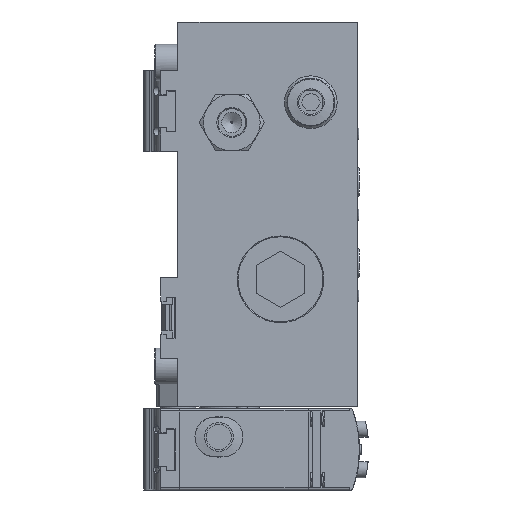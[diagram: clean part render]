
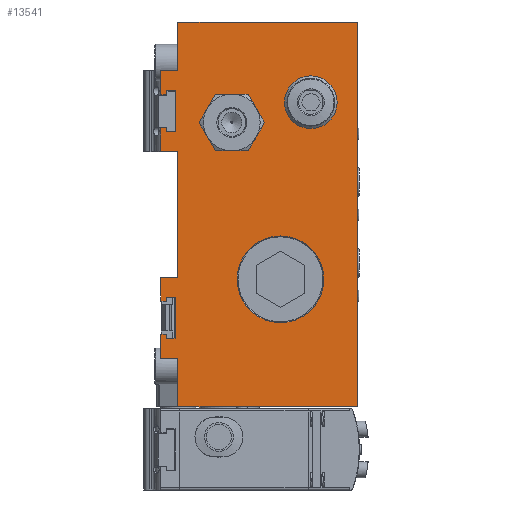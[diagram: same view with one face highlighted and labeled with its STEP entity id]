
A CAD part, front view. The second image highlights one B-rep face of the part: STEP entity #13541.
In plain terms, the highlighted planar face has unit normal (0, -1, 0).
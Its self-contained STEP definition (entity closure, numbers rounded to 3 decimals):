
#309=CIRCLE('',#14275,4.864);
#310=CIRCLE('',#14276,4.864);
#311=CIRCLE('',#14277,10.693);
#1152=ORIENTED_EDGE('',*,*,#3942,.F.);
#1153=ORIENTED_EDGE('',*,*,#3943,.T.);
#1154=ORIENTED_EDGE('',*,*,#3944,.T.);
#1155=ORIENTED_EDGE('',*,*,#3945,.T.);
#1156=ORIENTED_EDGE('',*,*,#3903,.F.);
#1157=ORIENTED_EDGE('',*,*,#3844,.T.);
#1158=ORIENTED_EDGE('',*,*,#3926,.T.);
#1159=ORIENTED_EDGE('',*,*,#3946,.F.);
#1160=ORIENTED_EDGE('',*,*,#3947,.T.);
#1161=ORIENTED_EDGE('',*,*,#3948,.T.);
#1162=ORIENTED_EDGE('',*,*,#3949,.T.);
#1163=ORIENTED_EDGE('',*,*,#3865,.T.);
#1164=ORIENTED_EDGE('',*,*,#3950,.F.);
#1165=ORIENTED_EDGE('',*,*,#3951,.T.);
#1166=ORIENTED_EDGE('',*,*,#3952,.T.);
#1167=ORIENTED_EDGE('',*,*,#3953,.T.);
#1168=ORIENTED_EDGE('',*,*,#3954,.T.);
#1169=ORIENTED_EDGE('',*,*,#3955,.T.);
#1170=ORIENTED_EDGE('',*,*,#3956,.T.);
#1171=ORIENTED_EDGE('',*,*,#3957,.T.);
#1172=ORIENTED_EDGE('',*,*,#3910,.F.);
#1173=ORIENTED_EDGE('',*,*,#3958,.T.);
#1174=ORIENTED_EDGE('',*,*,#3959,.T.);
#1175=ORIENTED_EDGE('',*,*,#3960,.T.);
#1176=ORIENTED_EDGE('',*,*,#3961,.F.);
#1177=ORIENTED_EDGE('',*,*,#3962,.T.);
#1178=ORIENTED_EDGE('',*,*,#3963,.T.);
#1179=ORIENTED_EDGE('',*,*,#3964,.T.);
#1180=ORIENTED_EDGE('',*,*,#3965,.T.);
#1181=ORIENTED_EDGE('',*,*,#3966,.T.);
#1182=ORIENTED_EDGE('',*,*,#3967,.F.);
#3844=EDGE_CURVE('',#5234,#5237,#6231,.T.);
#3865=EDGE_CURVE('',#5256,#5258,#6251,.T.);
#3903=EDGE_CURVE('',#5234,#5283,#6288,.T.);
#3910=EDGE_CURVE('',#5288,#5289,#6295,.T.);
#3926=EDGE_CURVE('',#5237,#5301,#6310,.T.);
#3942=EDGE_CURVE('',#5314,#5314,#309,.T.);
#3943=EDGE_CURVE('',#5315,#5315,#310,.T.);
#3944=EDGE_CURVE('',#5316,#5317,#6317,.T.);
#3945=EDGE_CURVE('',#5317,#5283,#6318,.T.);
#3946=EDGE_CURVE('',#5318,#5301,#6319,.T.);
#3947=EDGE_CURVE('',#5318,#5319,#6320,.T.);
#3948=EDGE_CURVE('',#5319,#5320,#6321,.T.);
#3949=EDGE_CURVE('',#5320,#5256,#6322,.T.);
#3950=EDGE_CURVE('',#5321,#5258,#6323,.T.);
#3951=EDGE_CURVE('',#5321,#5322,#6324,.T.);
#3952=EDGE_CURVE('',#5322,#5323,#6325,.T.);
#3953=EDGE_CURVE('',#5323,#5324,#6326,.T.);
#3954=EDGE_CURVE('',#5324,#5325,#6327,.T.);
#3955=EDGE_CURVE('',#5325,#5326,#6328,.T.);
#3956=EDGE_CURVE('',#5326,#5327,#6329,.T.);
#3957=EDGE_CURVE('',#5327,#5289,#6330,.T.);
#3958=EDGE_CURVE('',#5288,#5328,#6331,.T.);
#3959=EDGE_CURVE('',#5328,#5329,#6332,.T.);
#3960=EDGE_CURVE('',#5329,#5330,#6333,.T.);
#3961=EDGE_CURVE('',#5331,#5330,#6334,.T.);
#3962=EDGE_CURVE('',#5331,#5332,#6335,.T.);
#3963=EDGE_CURVE('',#5332,#5333,#6336,.T.);
#3964=EDGE_CURVE('',#5333,#5334,#6337,.T.);
#3965=EDGE_CURVE('',#5334,#5335,#6338,.T.);
#3966=EDGE_CURVE('',#5335,#5316,#6339,.T.);
#3967=EDGE_CURVE('',#5336,#5336,#311,.F.);
#5234=VERTEX_POINT('',#18649);
#5237=VERTEX_POINT('',#18654);
#5256=VERTEX_POINT('',#18695);
#5258=VERTEX_POINT('',#18699);
#5283=VERTEX_POINT('',#18776);
#5288=VERTEX_POINT('',#18790);
#5289=VERTEX_POINT('',#18791);
#5301=VERTEX_POINT('',#18821);
#5314=VERTEX_POINT('',#18853);
#5315=VERTEX_POINT('',#18855);
#5316=VERTEX_POINT('',#18857);
#5317=VERTEX_POINT('',#18858);
#5318=VERTEX_POINT('',#18861);
#5319=VERTEX_POINT('',#18863);
#5320=VERTEX_POINT('',#18865);
#5321=VERTEX_POINT('',#18868);
#5322=VERTEX_POINT('',#18870);
#5323=VERTEX_POINT('',#18872);
#5324=VERTEX_POINT('',#18874);
#5325=VERTEX_POINT('',#18876);
#5326=VERTEX_POINT('',#18878);
#5327=VERTEX_POINT('',#18880);
#5328=VERTEX_POINT('',#18883);
#5329=VERTEX_POINT('',#18885);
#5330=VERTEX_POINT('',#18887);
#5331=VERTEX_POINT('',#18889);
#5332=VERTEX_POINT('',#18891);
#5333=VERTEX_POINT('',#18893);
#5334=VERTEX_POINT('',#18895);
#5335=VERTEX_POINT('',#18897);
#5336=VERTEX_POINT('',#18900);
#6231=LINE('',#18655,#7107);
#6251=LINE('',#18700,#7127);
#6288=LINE('',#18775,#7164);
#6295=LINE('',#18789,#7171);
#6310=LINE('',#18822,#7186);
#6317=LINE('',#18856,#7193);
#6318=LINE('',#18859,#7194);
#6319=LINE('',#18860,#7195);
#6320=LINE('',#18862,#7196);
#6321=LINE('',#18864,#7197);
#6322=LINE('',#18866,#7198);
#6323=LINE('',#18867,#7199);
#6324=LINE('',#18869,#7200);
#6325=LINE('',#18871,#7201);
#6326=LINE('',#18873,#7202);
#6327=LINE('',#18875,#7203);
#6328=LINE('',#18877,#7204);
#6329=LINE('',#18879,#7205);
#6330=LINE('',#18881,#7206);
#6331=LINE('',#18882,#7207);
#6332=LINE('',#18884,#7208);
#6333=LINE('',#18886,#7209);
#6334=LINE('',#18888,#7210);
#6335=LINE('',#18890,#7211);
#6336=LINE('',#18892,#7212);
#6337=LINE('',#18894,#7213);
#6338=LINE('',#18896,#7214);
#6339=LINE('',#18898,#7215);
#7107=VECTOR('',#15512,1000.);
#7127=VECTOR('',#15540,1000.);
#7164=VECTOR('',#15605,1000.);
#7171=VECTOR('',#15616,1000.);
#7186=VECTOR('',#15639,1000.);
#7193=VECTOR('',#15672,1000.);
#7194=VECTOR('',#15673,1000.);
#7195=VECTOR('',#15674,1000.);
#7196=VECTOR('',#15675,1000.);
#7197=VECTOR('',#15676,1000.);
#7198=VECTOR('',#15677,1000.);
#7199=VECTOR('',#15678,1000.);
#7200=VECTOR('',#15679,1000.);
#7201=VECTOR('',#15680,1000.);
#7202=VECTOR('',#15681,1000.);
#7203=VECTOR('',#15682,1000.);
#7204=VECTOR('',#15683,1000.);
#7205=VECTOR('',#15684,1000.);
#7206=VECTOR('',#15685,1000.);
#7207=VECTOR('',#15686,1000.);
#7208=VECTOR('',#15687,1000.);
#7209=VECTOR('',#15688,1000.);
#7210=VECTOR('',#15689,1000.);
#7211=VECTOR('',#15690,1000.);
#7212=VECTOR('',#15691,1000.);
#7213=VECTOR('',#15692,1000.);
#7214=VECTOR('',#15693,1000.);
#7215=VECTOR('',#15694,1000.);
#7951=EDGE_LOOP('',(#1152));
#7952=EDGE_LOOP('',(#1153));
#7953=EDGE_LOOP('',(#1154,#1155,#1156,#1157,#1158,#1159,#1160,#1161,#1162,
#1163,#1164,#1165,#1166,#1167,#1168,#1169,#1170,#1171,#1172,#1173,#1174,
#1175,#1176,#1177,#1178,#1179,#1180,#1181));
#7954=EDGE_LOOP('',(#1182));
#8853=FACE_BOUND('',#7951,.T.);
#8854=FACE_BOUND('',#7952,.T.);
#8855=FACE_BOUND('',#7953,.T.);
#8856=FACE_BOUND('',#7954,.T.);
#9731=PLANE('',#14274);
#13541=ADVANCED_FACE('',(#8853,#8854,#8855,#8856),#9731,.F.);
#14274=AXIS2_PLACEMENT_3D('',#18851,#15666,#15667);
#14275=AXIS2_PLACEMENT_3D('',#18852,#15668,#15669);
#14276=AXIS2_PLACEMENT_3D('',#18854,#15670,#15671);
#14277=AXIS2_PLACEMENT_3D('',#18899,#15695,#15696);
#15512=DIRECTION('',(0.,0.,1.));
#15540=DIRECTION('',(0.,0.,-1.));
#15605=DIRECTION('',(-1.,0.,0.));
#15616=DIRECTION('',(-1.,0.,0.));
#15639=DIRECTION('',(1.,0.,0.));
#15666=DIRECTION('',(0.,1.,0.));
#15667=DIRECTION('',(0.,0.,1.));
#15668=DIRECTION('',(0.,-1.,0.));
#15669=DIRECTION('',(0.,0.,-1.));
#15670=DIRECTION('',(0.,1.,0.));
#15671=DIRECTION('',(0.,0.,1.));
#15672=DIRECTION('',(-1.,0.,0.));
#15673=DIRECTION('',(0.,0.,-1.));
#15674=DIRECTION('',(0.,0.,-1.));
#15675=DIRECTION('',(-1.,0.,0.));
#15676=DIRECTION('',(0.,0.,-1.));
#15677=DIRECTION('',(1.,0.,0.));
#15678=DIRECTION('',(-1.,0.,0.));
#15679=DIRECTION('',(0.,0.,1.));
#15680=DIRECTION('',(-1.,0.,0.));
#15681=DIRECTION('',(0.,0.,1.));
#15682=DIRECTION('',(1.,0.,0.));
#15683=DIRECTION('',(0.,0.,-1.));
#15684=DIRECTION('',(-1.,0.,0.));
#15685=DIRECTION('',(0.,0.,-1.));
#15686=DIRECTION('',(0.,0.,1.));
#15687=DIRECTION('',(1.,0.,0.));
#15688=DIRECTION('',(0.,0.,-1.));
#15689=DIRECTION('',(-1.,0.,0.));
#15690=DIRECTION('',(0.,0.,1.));
#15691=DIRECTION('',(-1.,0.,0.));
#15692=DIRECTION('',(0.,0.,1.));
#15693=DIRECTION('',(1.,0.,0.));
#15694=DIRECTION('',(0.,0.,-1.));
#15695=DIRECTION('',(0.,1.,0.));
#15696=DIRECTION('',(0.,0.,1.));
#18649=CARTESIAN_POINT('',(35.5,-39.25,-47.2));
#18654=CARTESIAN_POINT('',(35.5,-39.25,-43.));
#18655=CARTESIAN_POINT('',(35.5,-39.25,-51.));
#18695=CARTESIAN_POINT('',(-35.5,-39.25,-43.));
#18699=CARTESIAN_POINT('',(-35.5,-39.25,-47.2));
#18700=CARTESIAN_POINT('',(-35.5,-39.25,-43.));
#18775=CARTESIAN_POINT('',(47.5,-39.25,-47.2));
#18776=CARTESIAN_POINT('',(29.6,-39.25,-47.2));
#18789=CARTESIAN_POINT('',(47.5,-39.25,-47.2));
#18790=CARTESIAN_POINT('',(-15.5,-39.25,-47.2));
#18791=CARTESIAN_POINT('',(-21.4,-39.25,-47.2));
#18821=CARTESIAN_POINT('',(47.5,-39.25,-43.));
#18822=CARTESIAN_POINT('',(35.5,-39.25,-43.));
#18851=CARTESIAN_POINT('',(47.5,-39.25,1.3));
#18852=CARTESIAN_POINT('',(-22.7,-39.25,-29.7));
#18853=CARTESIAN_POINT('',(-22.7,-39.25,-34.564));
#18854=CARTESIAN_POINT('',(-27.7,-39.25,-10.2));
#18855=CARTESIAN_POINT('',(-27.7,-39.25,-5.336));
#18856=CARTESIAN_POINT('',(30.6,-39.25,-45.9));
#18857=CARTESIAN_POINT('',(30.6,-39.25,-45.9));
#18858=CARTESIAN_POINT('',(29.6,-39.25,-45.9));
#18859=CARTESIAN_POINT('',(29.6,-39.25,-45.9));
#18860=CARTESIAN_POINT('',(47.5,-39.25,1.3));
#18861=CARTESIAN_POINT('',(47.5,-39.25,1.3));
#18862=CARTESIAN_POINT('',(47.5,-39.25,1.3));
#18863=CARTESIAN_POINT('',(-47.5,-39.25,1.3));
#18864=CARTESIAN_POINT('',(-47.5,-39.25,1.3));
#18865=CARTESIAN_POINT('',(-47.5,-39.25,-43.));
#18866=CARTESIAN_POINT('',(-47.5,-39.25,-43.));
#18867=CARTESIAN_POINT('',(47.5,-39.25,-47.2));
#18868=CARTESIAN_POINT('',(-29.6,-39.25,-47.2));
#18869=CARTESIAN_POINT('',(-29.6,-39.25,-47.2));
#18870=CARTESIAN_POINT('',(-29.6,-39.25,-45.9));
#18871=CARTESIAN_POINT('',(-29.6,-39.25,-45.9));
#18872=CARTESIAN_POINT('',(-30.6,-39.25,-45.9));
#18873=CARTESIAN_POINT('',(-30.6,-39.25,-45.9));
#18874=CARTESIAN_POINT('',(-30.6,-39.25,-43.7));
#18875=CARTESIAN_POINT('',(-30.6,-39.25,-43.7));
#18876=CARTESIAN_POINT('',(-20.4,-39.25,-43.7));
#18877=CARTESIAN_POINT('',(-20.4,-39.25,-43.7));
#18878=CARTESIAN_POINT('',(-20.4,-39.25,-45.9));
#18879=CARTESIAN_POINT('',(-20.4,-39.25,-45.9));
#18880=CARTESIAN_POINT('',(-21.4,-39.25,-45.9));
#18881=CARTESIAN_POINT('',(-21.4,-39.25,-45.9));
#18882=CARTESIAN_POINT('',(-15.5,-39.25,-51.));
#18883=CARTESIAN_POINT('',(-15.5,-39.25,-43.));
#18884=CARTESIAN_POINT('',(-15.5,-39.25,-43.));
#18885=CARTESIAN_POINT('',(15.5,-39.25,-43.));
#18886=CARTESIAN_POINT('',(15.5,-39.25,-43.));
#18887=CARTESIAN_POINT('',(15.5,-39.25,-47.2));
#18888=CARTESIAN_POINT('',(47.5,-39.25,-47.2));
#18889=CARTESIAN_POINT('',(21.4,-39.25,-47.2));
#18890=CARTESIAN_POINT('',(21.4,-39.25,-47.2));
#18891=CARTESIAN_POINT('',(21.4,-39.25,-45.9));
#18892=CARTESIAN_POINT('',(21.4,-39.25,-45.9));
#18893=CARTESIAN_POINT('',(20.4,-39.25,-45.9));
#18894=CARTESIAN_POINT('',(20.4,-39.25,-45.9));
#18895=CARTESIAN_POINT('',(20.4,-39.25,-43.7));
#18896=CARTESIAN_POINT('',(20.4,-39.25,-43.7));
#18897=CARTESIAN_POINT('',(30.6,-39.25,-43.7));
#18898=CARTESIAN_POINT('',(30.6,-39.25,-43.7));
#18899=CARTESIAN_POINT('',(16.,-39.25,-17.7));
#18900=CARTESIAN_POINT('',(16.,-39.25,-7.007));
